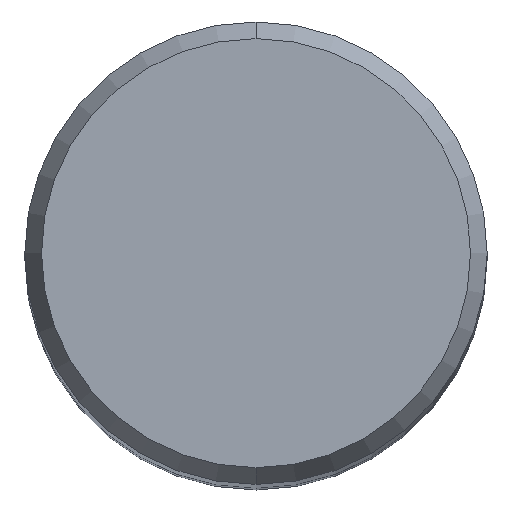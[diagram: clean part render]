
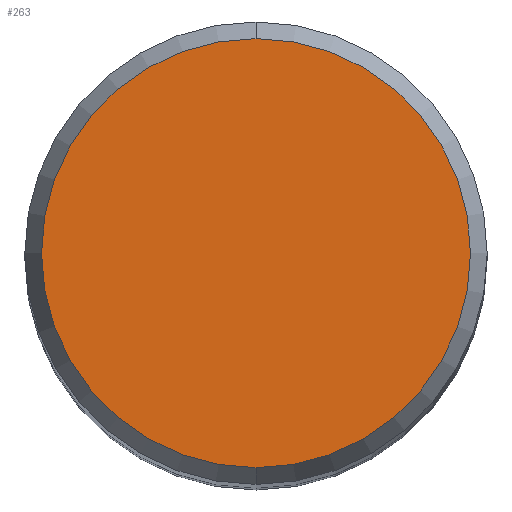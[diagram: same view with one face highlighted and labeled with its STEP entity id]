
A CAD part, top view. The second image highlights one B-rep face of the part: STEP entity #263.
In plain terms, the highlighted planar face has unit normal (0, 0, 1).
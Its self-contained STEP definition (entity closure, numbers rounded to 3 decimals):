
#203=VERTEX_POINT('',#474);
#247=EDGE_CURVE('',#267,#203,#520,.T.);
#263=ADVANCED_FACE('',(#539),#540,.T.);
#267=VERTEX_POINT('',#544);
#353=EDGE_CURVE('',#203,#267,#639,.T.);
#474=CARTESIAN_POINT('',(0.0,5.892,0.));
#520=CIRCLE('',#999,5.892);
#539=FACE_OUTER_BOUND('',#1032,.T.);
#540=PLANE('',#1033);
#544=CARTESIAN_POINT('',(0.,-5.892,0.));
#639=CIRCLE('',#1197,5.892);
#999=AXIS2_PLACEMENT_3D('',#1423,#1424,#1425);
#1032=EDGE_LOOP('',(#1456,#1457));
#1033=AXIS2_PLACEMENT_3D('',#1458,#1459,#1460);
#1197=AXIS2_PLACEMENT_3D('',#1576,#1577,#1578);
#1423=CARTESIAN_POINT('',(0.0,0.0,0.));
#1424=DIRECTION('',(0.0,0.0,-1.0));
#1425=DIRECTION('',(0.0,1.0,0.0));
#1456=ORIENTED_EDGE('',*,*,#353,.F.);
#1457=ORIENTED_EDGE('',*,*,#247,.F.);
#1458=CARTESIAN_POINT('',(0.0,2.946,0.));
#1459=DIRECTION('',(-0.0,0.0,1.0));
#1460=DIRECTION('',(0.0,-1.0,0.0));
#1576=CARTESIAN_POINT('',(0.0,0.0,0.));
#1577=DIRECTION('',(0.0,0.0,-1.0));
#1578=DIRECTION('',(0.0,1.0,0.0));
